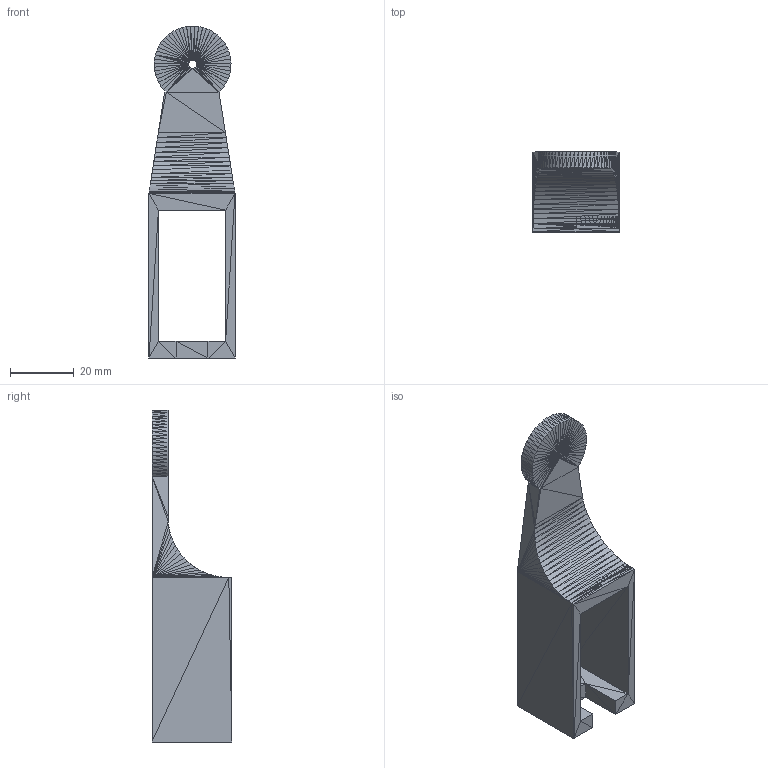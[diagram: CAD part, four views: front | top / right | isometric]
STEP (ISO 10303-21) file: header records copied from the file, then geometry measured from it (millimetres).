
FILE_DESCRIPTION((''),'2;1');
FILE_NAME('KneeBraceNew', '2025-07-29T21:30:33', (''), (''), 'ImageToStl.com STEP Converter','', '');
FILE_SCHEMA(('AUTOMOTIVE_DESIGN_CC2'));
Length unit declared in the file: metre
Products named in the file (1): product0
Bounding box: 26.89 x 25 x 103.79 mm (x, y, z)
Surface area: 11277.6 mm2 (no closed solid volume)
Topology: 0 solids, 626 shells, 626 faces, 1878 edges, 309 vertices
Faces by surface type: plane 626
Entity records: 15051 total; most frequent: DIRECTION 3132, ORIENTED_EDGE 1878, EDGE_CURVE 1878, LINE 1878, VECTOR 1878, AXIS2_PLACEMENT_3D 627, STYLED_ITEM 627, FACE_SURFACE 626
